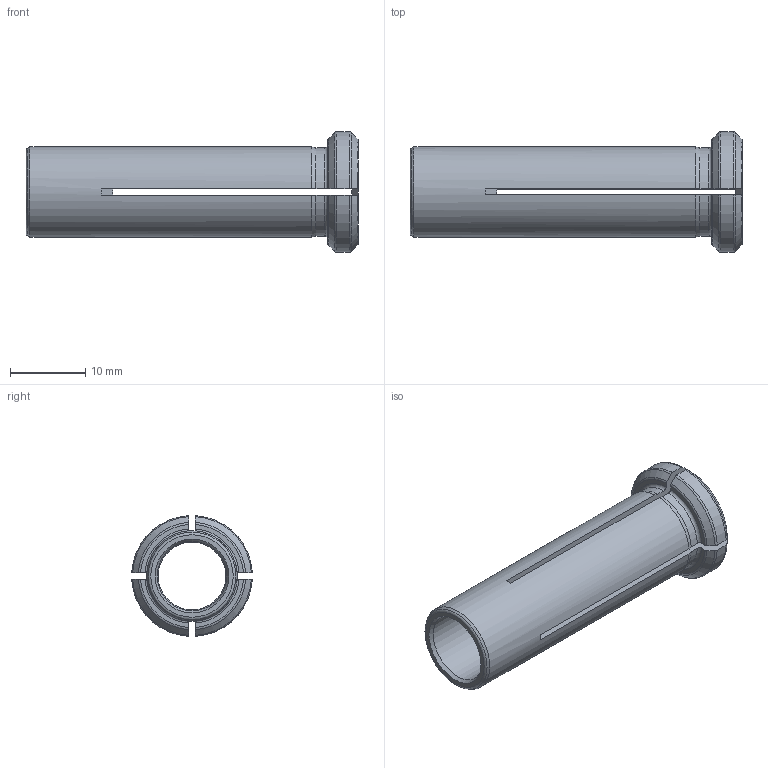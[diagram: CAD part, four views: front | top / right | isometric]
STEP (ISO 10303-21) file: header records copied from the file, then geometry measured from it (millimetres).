
FILE_DESCRIPTION( ( 'Unknown' ), '1' );
FILE_NAME(/* name */ '191209000', /* time_stamp */'2020.01.21 10:48:47', /* author */('MIC'), /* organization */('REGO-FIX AG'), /* preprocessor_version */ ' ', /* originating_system */ 'SolidEdge',/* authorization */ ' ');
FILE_SCHEMA( ( 'AUTOMOTIVE_DESIGN { 1 0 10303 214 1 1 1 1 }' ) );
Length unit declared in the file: millimetre
Products named in the file (1): NOCUT
Bounding box: 44 x 15.98 x 15.98 mm (x, y, z)
Volume: 2265.9 mm3; surface area: 3389.9 mm2
Topology: 1 solids, 1 shells, 69 faces, 214 edges, 142 vertices
Faces by surface type: plane 22, torus 21, cone 15, cylinder 11
Full cylindrical faces by diameter (mm): 9 x1, 9.2 x1, 12 x1
Entity records: 3072 total; most frequent: CARTESIAN_POINT 701, ORIENTED_EDGE 400, DIRECTION 350, EDGE_CURVE 200, AXIS2_PLACEMENT_3D 141, VERTEX_POINT 136, EDGE_LOOP 82, FACE_OUTER_BOUND 73
